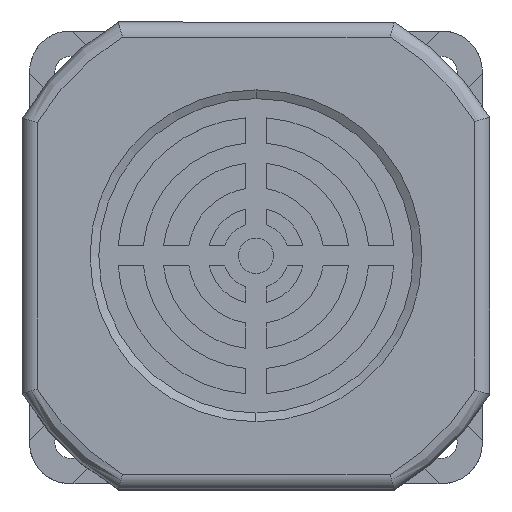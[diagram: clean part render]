
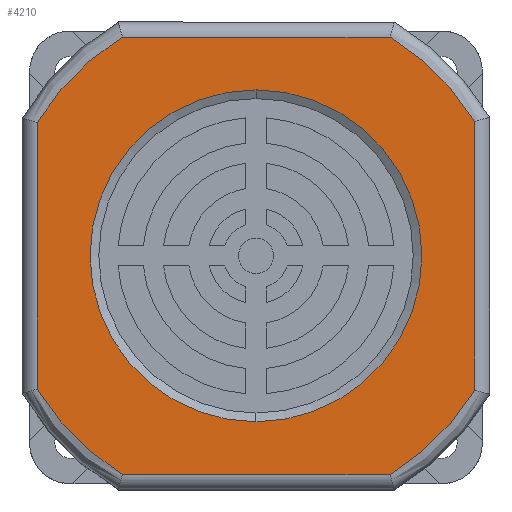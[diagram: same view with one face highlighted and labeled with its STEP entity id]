
A CAD part, top view. The second image highlights one B-rep face of the part: STEP entity #4210.
In plain terms, the highlighted face is planar.
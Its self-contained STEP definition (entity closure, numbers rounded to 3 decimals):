
#26 = CARTESIAN_POINT ( 'NONE',  ( 43.5, 0., 26.705 ) ) ;
#150 = CARTESIAN_POINT ( 'NONE',  ( -39.264, 0., 33.49 ) ) ;
#1078 = AXIS2_PLACEMENT_3D ( 'NONE', #5471, #15395, #6878 ) ;
#1248 = CARTESIAN_POINT ( 'NONE',  ( 0., 0., -33. ) ) ;
#1416 = VECTOR ( 'NONE', #13765, 1000. ) ;
#1419 = DIRECTION ( 'NONE',  ( -1., 0., 0. ) ) ;
#1615 = CARTESIAN_POINT ( 'NONE',  ( -33.514, 0., -39.251 ) ) ;
#2107 = CARTESIAN_POINT ( 'NONE',  ( -43.5, 0., 26.54 ) ) ;
#2186 = CARTESIAN_POINT ( 'NONE',  ( -43.5, 0., 0. ) ) ;
#2394 = LINE ( 'NONE', #2186, #17019 ) ;
#2692 = ORIENTED_EDGE ( 'NONE', *, *, #11785, .F. ) ;
#2791 = CARTESIAN_POINT ( 'NONE',  ( 33.559, 0., 39.286 ) ) ;
#3224 = CARTESIAN_POINT ( 'NONE',  ( 26.673, 0., -43.5 ) ) ;
#3325 = DIRECTION ( 'NONE',  ( 0., -1., 0. ) ) ;
#3444 = EDGE_CURVE ( 'NONE', #3925, #5604, #6947, .T. ) ;
#3925 = VERTEX_POINT ( 'NONE', #10270 ) ;
#3959 = DIRECTION ( 'NONE',  ( 0., 0., 1. ) ) ;
#4093 =( BOUNDED_CURVE ( )  B_SPLINE_CURVE ( 3, ( #14310, #11448, #17175, #8642 ),
 .UNSPECIFIED., .F., .T. ) 
 B_SPLINE_CURVE_WITH_KNOTS ( ( 4, 4 ),
 ( 0., 1. ),
 .UNSPECIFIED. ) 
 CURVE ( )  GEOMETRIC_REPRESENTATION_ITEM ( )  RATIONAL_B_SPLINE_CURVE ( ( 1., 0.982, 0.982, 1. ) ) 
 REPRESENTATION_ITEM ( '' )  );
#4196 = CARTESIAN_POINT ( 'NONE',  ( 39.273, 0., 33.583 ) ) ;
#4210 = ADVANCED_FACE ( 'NONE', ( #8453, #16026 ), #18113, .F. ) ;
#4213 = EDGE_CURVE ( 'NONE', #5604, #15878, #4687, .T. ) ;
#4314 = CARTESIAN_POINT ( 'NONE',  ( -43.5, 0., 26.54 ) ) ;
#4687 = LINE ( 'NONE', #13883, #1416 ) ;
#5118 = DIRECTION ( 'NONE',  ( 0., 0., 1. ) ) ;
#5277 = EDGE_CURVE ( 'NONE', #9649, #10677, #11941, .T. ) ;
#5471 = CARTESIAN_POINT ( 'NONE',  ( 0., 0., 0. ) ) ;
#5604 = VERTEX_POINT ( 'NONE', #6417 ) ;
#5797 = CARTESIAN_POINT ( 'NONE',  ( -33.514, 0., 39.251 ) ) ;
#5833 = CARTESIAN_POINT ( 'NONE',  ( -43.5, 0., -26.54 ) ) ;
#5860 = EDGE_LOOP ( 'NONE', ( #15325, #11641 ) ) ;
#5890 = LINE ( 'NONE', #7067, #12094 ) ;
#5989 = ORIENTED_EDGE ( 'NONE', *, *, #17464, .F. ) ;
#6251 = ORIENTED_EDGE ( 'NONE', *, *, #5277, .F. ) ;
#6417 = CARTESIAN_POINT ( 'NONE',  ( 43.5, 0., 26.705 ) ) ;
#6543 = VERTEX_POINT ( 'NONE', #2107 ) ;
#6878 = DIRECTION ( 'NONE',  ( 0., 0., -1. ) ) ;
#6922 = EDGE_CURVE ( 'NONE', #11260, #3925, #14860, .T. ) ;
#6947 =( BOUNDED_CURVE ( )  B_SPLINE_CURVE ( 3, ( #16984, #2791, #4196, #26 ),
 .UNSPECIFIED., .F., .T. ) 
 B_SPLINE_CURVE_WITH_KNOTS ( ( 4, 4 ),
 ( 0., 1. ),
 .UNSPECIFIED. ) 
 CURVE ( )  GEOMETRIC_REPRESENTATION_ITEM ( )  RATIONAL_B_SPLINE_CURVE ( ( 1., 0.982, 0.982, 1. ) ) 
 REPRESENTATION_ITEM ( '' )  );
#7067 = CARTESIAN_POINT ( 'NONE',  ( 0.05, 0., -43.5 ) ) ;
#7389 =( BOUNDED_CURVE ( )  B_SPLINE_CURVE ( 3, ( #4314, #150, #5797, #15739 ),
 .UNSPECIFIED., .F., .F. ) 
 B_SPLINE_CURVE_WITH_KNOTS ( ( 4, 4 ),
 ( 0., 1. ),
 .UNSPECIFIED. ) 
 CURVE ( )  GEOMETRIC_REPRESENTATION_ITEM ( )  RATIONAL_B_SPLINE_CURVE ( ( 1., 0.981, 0.981, 1. ) ) 
 REPRESENTATION_ITEM ( '' )  );
#7700 = CARTESIAN_POINT ( 'NONE',  ( 43.5, 0., -26.705 ) ) ;
#8095 = CIRCLE ( 'NONE', #1078, 33. ) ;
#8453 = FACE_BOUND ( 'NONE', #5860, .T. ) ;
#8642 = CARTESIAN_POINT ( 'NONE',  ( 26.673, 0., -43.5 ) ) ;
#9437 = CARTESIAN_POINT ( 'NONE',  ( 0., 0., 33. ) ) ;
#9649 = VERTEX_POINT ( 'NONE', #18097 ) ;
#9675 = CARTESIAN_POINT ( 'NONE',  ( -43.5, 0., -26.54 ) ) ;
#10061 = CARTESIAN_POINT ( 'NONE',  ( -26.572, 0., -43.5 ) ) ;
#10112 = VERTEX_POINT ( 'NONE', #9437 ) ;
#10179 = DIRECTION ( 'NONE',  ( 1., 0., 0. ) ) ;
#10256 = EDGE_CURVE ( 'NONE', #17584, #9649, #5890, .T. ) ;
#10270 = CARTESIAN_POINT ( 'NONE',  ( 26.673, 0., 43.5 ) ) ;
#10521 = ORIENTED_EDGE ( 'NONE', *, *, #6922, .F. ) ;
#10624 = VECTOR ( 'NONE', #10179, 1000. ) ;
#10677 = VERTEX_POINT ( 'NONE', #9675 ) ;
#11017 = CARTESIAN_POINT ( 'NONE',  ( 0.05, 0., 0. ) ) ;
#11101 = ORIENTED_EDGE ( 'NONE', *, *, #10256, .F. ) ;
#11260 = VERTEX_POINT ( 'NONE', #17076 ) ;
#11448 = CARTESIAN_POINT ( 'NONE',  ( 39.273, 0., -33.583 ) ) ;
#11641 = ORIENTED_EDGE ( 'NONE', *, *, #18130, .F. ) ;
#11640 = ORIENTED_EDGE ( 'NONE', *, *, #4213, .F. ) ;
#11770 = CARTESIAN_POINT ( 'NONE',  ( 0., 0., 0. ) ) ;
#11785 = EDGE_CURVE ( 'NONE', #10677, #6543, #2394, .T. ) ;
#11941 =( BOUNDED_CURVE ( )  B_SPLINE_CURVE ( 3, ( #10061, #1615, #14352, #5833 ),
 .UNSPECIFIED., .F., .T. ) 
 B_SPLINE_CURVE_WITH_KNOTS ( ( 4, 4 ),
 ( 0., 1. ),
 .UNSPECIFIED. ) 
 CURVE ( )  GEOMETRIC_REPRESENTATION_ITEM ( )  RATIONAL_B_SPLINE_CURVE ( ( 1., 0.981, 0.981, 1. ) ) 
 REPRESENTATION_ITEM ( '' )  );
#12094 = VECTOR ( 'NONE', #1419, 1000. ) ;
#12450 = DIRECTION ( 'NONE',  ( 0., 1., 0. ) ) ;
#13222 = DIRECTION ( 'NONE',  ( 0., 0., -1. ) ) ;
#13377 = EDGE_CURVE ( 'NONE', #6543, #11260, #7389, .T. ) ;
#13543 = AXIS2_PLACEMENT_3D ( 'NONE', #11017, #12450, #3959 ) ;
#13765 = DIRECTION ( 'NONE',  ( 0., 0., -1. ) ) ;
#13883 = CARTESIAN_POINT ( 'NONE',  ( 43.5, 0., 0. ) ) ;
#14111 = AXIS2_PLACEMENT_3D ( 'NONE', #11770, #3325, #13222 ) ;
#14239 = EDGE_LOOP ( 'NONE', ( #6251, #11101, #5989, #11640, #17859, #10521, #15209, #2692 ) ) ;
#14310 = CARTESIAN_POINT ( 'NONE',  ( 43.5, 0., -26.705 ) ) ;
#14352 = CARTESIAN_POINT ( 'NONE',  ( -39.264, 0., -33.49 ) ) ;
#14559 = CIRCLE ( 'NONE', #14111, 33. ) ;
#14860 = LINE ( 'NONE', #15946, #10624 ) ;
#15209 = ORIENTED_EDGE ( 'NONE', *, *, #13377, .F. ) ;
#15325 = ORIENTED_EDGE ( 'NONE', *, *, #18385, .F. ) ;
#15395 = DIRECTION ( 'NONE',  ( 0., -1., 0. ) ) ;
#15739 = CARTESIAN_POINT ( 'NONE',  ( -26.572, 0., 43.5 ) ) ;
#15878 = VERTEX_POINT ( 'NONE', #7700 ) ;
#15946 = CARTESIAN_POINT ( 'NONE',  ( 0.05, 0., 43.5 ) ) ;
#16026 = FACE_OUTER_BOUND ( 'NONE', #14239, .T. ) ;
#16984 = CARTESIAN_POINT ( 'NONE',  ( 26.673, 0., 43.5 ) ) ;
#17019 = VECTOR ( 'NONE', #5118, 1000. ) ;
#17076 = CARTESIAN_POINT ( 'NONE',  ( -26.572, 0., 43.5 ) ) ;
#17175 = CARTESIAN_POINT ( 'NONE',  ( 33.559, 0., -39.286 ) ) ;
#17464 = EDGE_CURVE ( 'NONE', #15878, #17584, #4093, .T. ) ;
#17584 = VERTEX_POINT ( 'NONE', #3224 ) ;
#17859 = ORIENTED_EDGE ( 'NONE', *, *, #3444, .F. ) ;
#17866 = VERTEX_POINT ( 'NONE', #1248 ) ;
#18097 = CARTESIAN_POINT ( 'NONE',  ( -26.572, 0., -43.5 ) ) ;
#18113 = PLANE ( 'NONE',  #13543 ) ;
#18130 = EDGE_CURVE ( 'NONE', #10112, #17866, #14559, .T. ) ;
#18385 = EDGE_CURVE ( 'NONE', #17866, #10112, #8095, .T. ) ;
